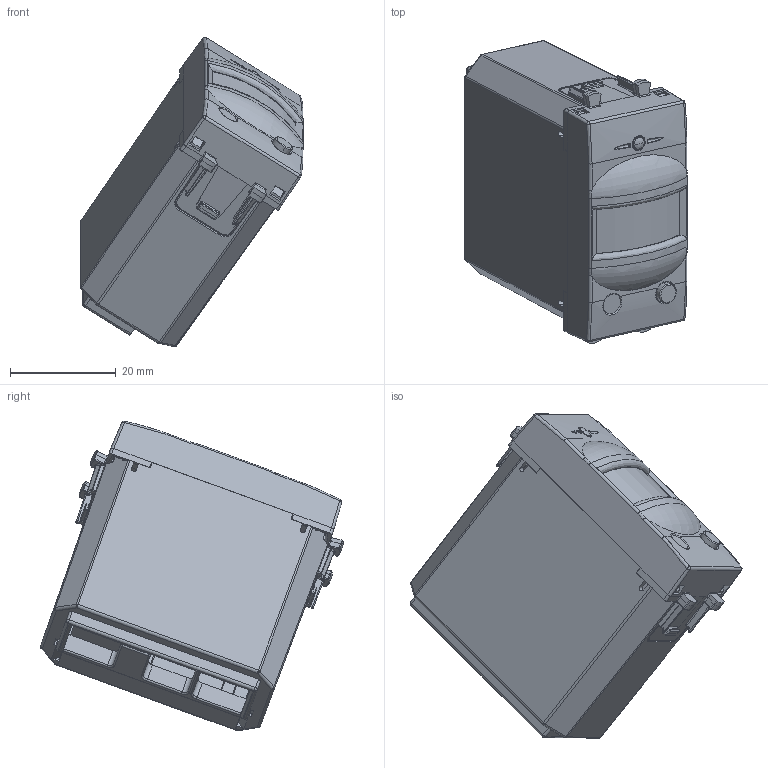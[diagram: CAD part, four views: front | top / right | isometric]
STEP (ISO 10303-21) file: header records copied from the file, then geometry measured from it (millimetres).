
FILE_DESCRIPTION(('CATIA V5 STEP Exchange'),'2;1');
FILE_NAME('441AB-IR.stp','2024-03-01T07:54:57+00:00',('none'),('none'),'CATIA Version 5-6 Release 2016 SP6','CATIA V5 STEP AP203','none');
FILE_SCHEMA(('CONFIG_CONTROL_DESIGN'));
Products named in the file (1): 441AB-IR
Assembly tree (7 placements, depth 2):
  441AB-IR
    #57
    #11280
    #11455
    #12146
    #43719
    #48692
    #50841
Bounding box: 42.19 x 57.34 x 58.61 mm (x, y, z)
Volume: 10943.5 mm3; surface area: 18541.6 mm2
Topology: 6 solids, 6 shells, 1301 faces, 3605 edges, 2253 vertices
Faces by surface type: plane 616, cylinder 371, bspline 126, cone 74, sphere 62, torus 44, revolution 8
Entity records: 50860 total; most frequent: CARTESIAN_POINT 22019, ORIENTED_EDGE 7062, DIRECTION 4104, EDGE_CURVE 3531, VERTEX_POINT 2240, VECTOR 1749, LINE 1749, AXIS2_PLACEMENT_3D 1399
